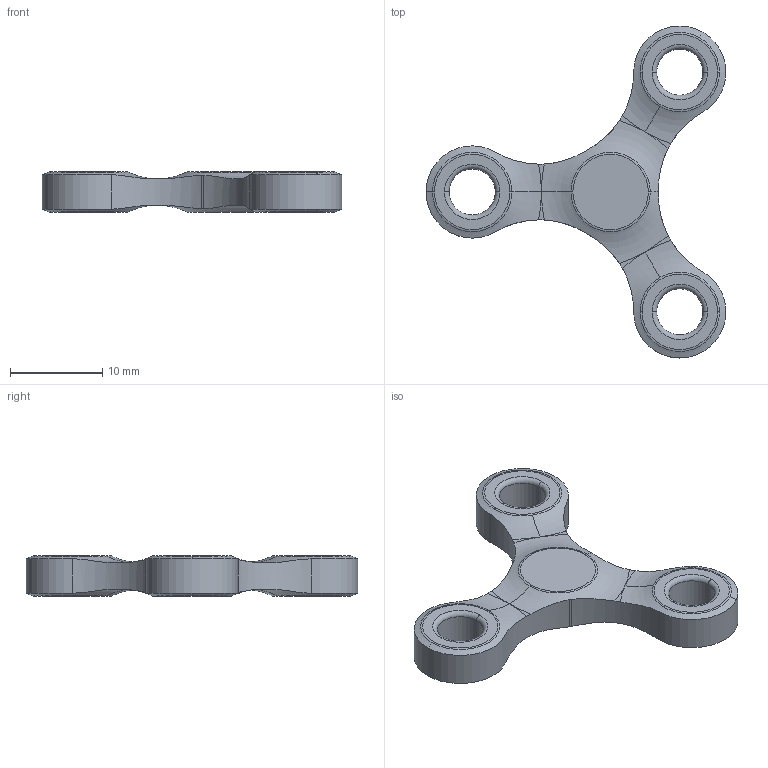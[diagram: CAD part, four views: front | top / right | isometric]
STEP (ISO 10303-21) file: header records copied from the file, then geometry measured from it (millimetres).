
FILE_DESCRIPTION (( 'STEP AP214' ), '1' );
FILE_NAME ('Spinner.STEP', '2023-02-07T21:00:54', ( '' ), ( '' ), 'SwSTEP 2.0', 'SolidWorks 2022', '' );
FILE_SCHEMA (( 'AUTOMOTIVE_DESIGN' ));
Length unit declared in the file: millimetre
Products named in the file (1): Spinner
Bounding box: 32.5 x 35.98 x 4.4 mm (x, y, z)
Volume: 1333.2 mm3; surface area: 1445.4 mm2
Topology: 1 solids, 1 shells, 92 faces, 232 edges, 142 vertices
Faces by surface type: torus 44, cylinder 40, plane 8
Entity records: 3111 total; most frequent: CARTESIAN_POINT 874, DIRECTION 490, ORIENTED_EDGE 464, EDGE_CURVE 232, AXIS2_PLACEMENT_3D 231, VERTEX_POINT 142, CIRCLE 138, EDGE_LOOP 98
